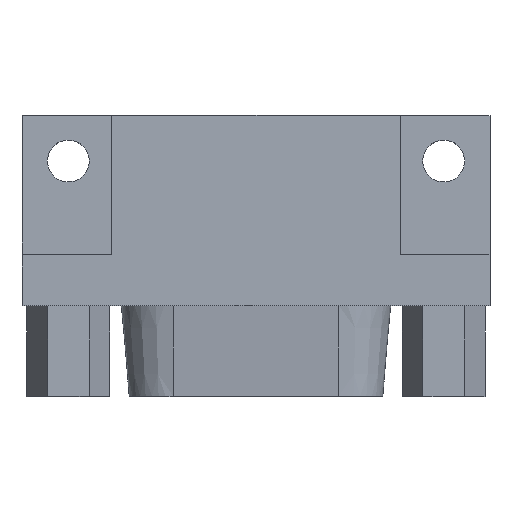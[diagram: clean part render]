
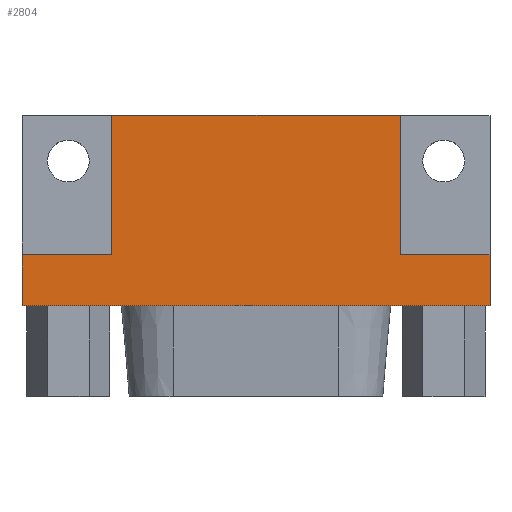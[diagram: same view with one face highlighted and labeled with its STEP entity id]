
A CAD part, top view. The second image highlights one B-rep face of the part: STEP entity #2804.
In plain terms, the highlighted planar face has unit normal (0, 0, 1).
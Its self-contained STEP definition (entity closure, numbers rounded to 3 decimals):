
#2477 = VERTEX_POINT('',#2478);
#2478 = CARTESIAN_POINT('',(21.157,-10.93,12.75));
#2484 = EDGE_CURVE('',#2485,#2477,#2487,.T.);
#2485 = VERTEX_POINT('',#2486);
#2486 = CARTESIAN_POINT('',(-10.157,-10.93,12.75));
#2487 = LINE('',#2488,#2489);
#2488 = CARTESIAN_POINT('',(21.157,-10.93,12.75));
#2489 = VECTOR('',#2490,1.);
#2490 = DIRECTION('',(1.,0.,-0.));
#2694 = VERTEX_POINT('',#2695);
#2695 = CARTESIAN_POINT('',(21.157,-7.53,12.75));
#2712 = VERTEX_POINT('',#2713);
#2713 = CARTESIAN_POINT('',(15.157,-7.53,12.75));
#2719 = EDGE_CURVE('',#2694,#2712,#2720,.T.);
#2720 = LINE('',#2721,#2722);
#2721 = CARTESIAN_POINT('',(22.157,-7.53,12.75));
#2722 = VECTOR('',#2723,1.);
#2723 = DIRECTION('',(-1.,0.,0.));
#2785 = EDGE_CURVE('',#2694,#2477,#2786,.T.);
#2786 = LINE('',#2787,#2788);
#2787 = CARTESIAN_POINT('',(21.157,1.8,12.75));
#2788 = VECTOR('',#2789,1.);
#2789 = DIRECTION('',(0.,-1.,0.));
#2804 = ADVANCED_FACE('',(#2805),#2848,.F.);
#2805 = FACE_BOUND('',#2806,.T.);
#2806 = EDGE_LOOP('',(#2807,#2808,#2816,#2824,#2832,#2840,#2846,#2847));
#2807 = ORIENTED_EDGE('',*,*,#2719,.T.);
#2808 = ORIENTED_EDGE('',*,*,#2809,.T.);
#2809 = EDGE_CURVE('',#2712,#2810,#2812,.T.);
#2810 = VERTEX_POINT('',#2811);
#2811 = CARTESIAN_POINT('',(15.157,1.8,12.75));
#2812 = LINE('',#2813,#2814);
#2813 = CARTESIAN_POINT('',(15.157,-7.53,12.75));
#2814 = VECTOR('',#2815,1.);
#2815 = DIRECTION('',(0.,1.,0.));
#2816 = ORIENTED_EDGE('',*,*,#2817,.F.);
#2817 = EDGE_CURVE('',#2818,#2810,#2820,.T.);
#2818 = VERTEX_POINT('',#2819);
#2819 = CARTESIAN_POINT('',(-4.157,1.8,12.75));
#2820 = LINE('',#2821,#2822);
#2821 = CARTESIAN_POINT('',(21.157,1.8,12.75));
#2822 = VECTOR('',#2823,1.);
#2823 = DIRECTION('',(1.,0.,-0.));
#2824 = ORIENTED_EDGE('',*,*,#2825,.F.);
#2825 = EDGE_CURVE('',#2826,#2818,#2828,.T.);
#2826 = VERTEX_POINT('',#2827);
#2827 = CARTESIAN_POINT('',(-4.157,-7.53,12.75));
#2828 = LINE('',#2829,#2830);
#2829 = CARTESIAN_POINT('',(-4.157,-7.53,12.75));
#2830 = VECTOR('',#2831,1.);
#2831 = DIRECTION('',(0.,1.,0.));
#2832 = ORIENTED_EDGE('',*,*,#2833,.F.);
#2833 = EDGE_CURVE('',#2834,#2826,#2836,.T.);
#2834 = VERTEX_POINT('',#2835);
#2835 = CARTESIAN_POINT('',(-10.157,-7.53,12.75));
#2836 = LINE('',#2837,#2838);
#2837 = CARTESIAN_POINT('',(-11.157,-7.53,12.75));
#2838 = VECTOR('',#2839,1.);
#2839 = DIRECTION('',(1.,0.,0.));
#2840 = ORIENTED_EDGE('',*,*,#2841,.T.);
#2841 = EDGE_CURVE('',#2834,#2485,#2842,.T.);
#2842 = LINE('',#2843,#2844);
#2843 = CARTESIAN_POINT('',(-10.157,1.8,12.75));
#2844 = VECTOR('',#2845,1.);
#2845 = DIRECTION('',(0.,-1.,0.));
#2846 = ORIENTED_EDGE('',*,*,#2484,.T.);
#2847 = ORIENTED_EDGE('',*,*,#2785,.F.);
#2848 = PLANE('',#2849);
#2849 = AXIS2_PLACEMENT_3D('',#2850,#2851,#2852);
#2850 = CARTESIAN_POINT('',(21.157,1.8,12.75));
#2851 = DIRECTION('',(0.,0.,-1.));
#2852 = DIRECTION('',(0.,-1.,0.));
